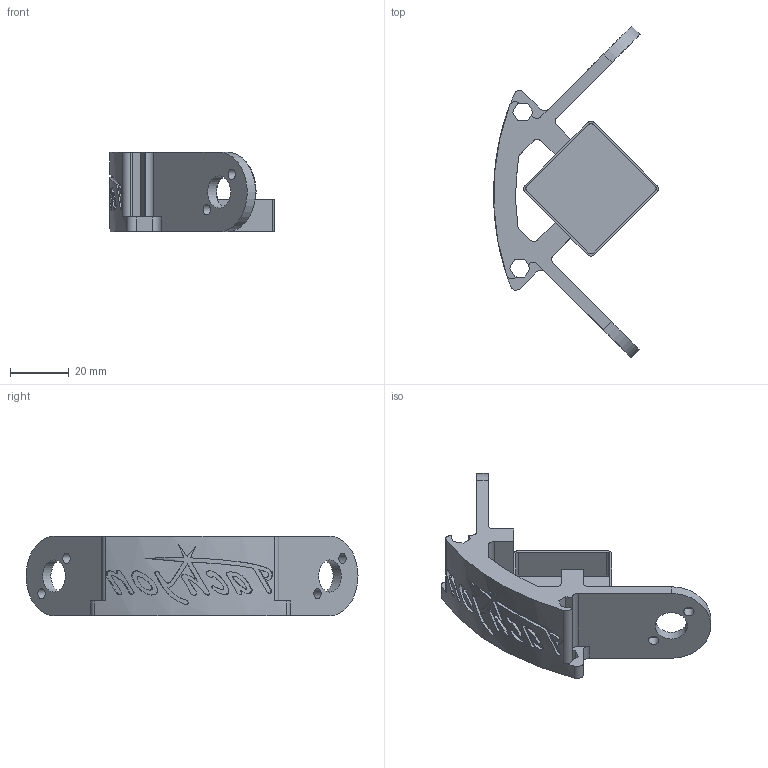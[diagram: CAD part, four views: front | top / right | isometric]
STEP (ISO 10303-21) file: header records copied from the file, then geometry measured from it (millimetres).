
FILE_DESCRIPTION(/* description */ (''),/* implementation_level */ '2;1');
FILE_NAME(/* name */ 'Motor_Mount_R.step',/* time_stamp */ '2025-07-15T14:52:25+09:00',/* author */ (''),/* organization */ (''),/* preprocessor_version */ 'ST-DEVELOPER v20.1',/* originating_system */ 'Autodesk Translation Framework v14.10.0.0',/* authorisation */ '');
FILE_SCHEMA (('AUTOMOTIVE_DESIGN { 1 0 10303 214 3 1 1 }'));
Length unit declared in the file: millimetre
Products named in the file (1): 電池ボックスR(Pololu)_2
Bounding box: 56.13 x 113.14 x 27 mm (x, y, z)
Volume: 27711.8 mm3; surface area: 16988.3 mm2
Topology: 1 solids, 1 shells, 130 faces, 365 edges, 242 vertices
Faces by surface type: bspline 46, plane 45, cylinder 39
Full cylindrical faces by diameter (mm): 3.5 x4, 11 x2
Entity records: 6192 total; most frequent: CARTESIAN_POINT 3018, ORIENTED_EDGE 730, DIRECTION 511, EDGE_CURVE 365, VERTEX_POINT 242, LINE 205, VECTOR 205, EDGE_LOOP 153
